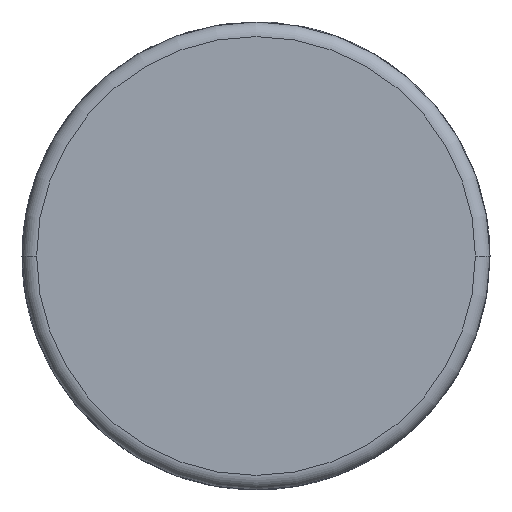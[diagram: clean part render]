
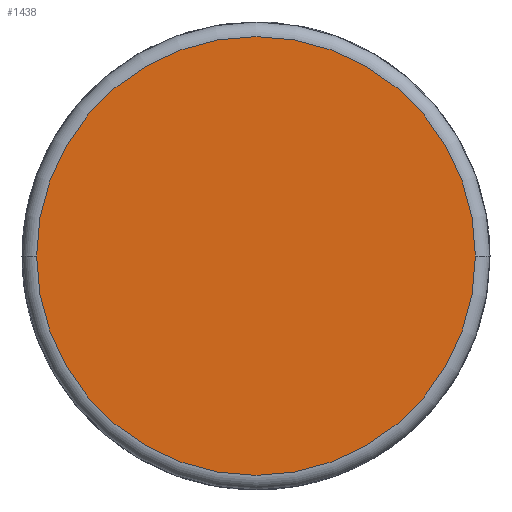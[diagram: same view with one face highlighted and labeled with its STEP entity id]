
A CAD part, left-side view. The second image highlights one B-rep face of the part: STEP entity #1438.
In plain terms, the highlighted planar face has unit normal (-1, 0, 0).
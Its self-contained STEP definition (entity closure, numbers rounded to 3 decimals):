
#624=CARTESIAN_POINT('',(0.,0.,0.));
#625=DIRECTION('',(-1.,0.,0.));
#626=DIRECTION('',(0.,1.,0.));
#627=AXIS2_PLACEMENT_3D('',#624,#625,#626);
#629=CARTESIAN_POINT('',(0.,0.,0.));
#630=DIRECTION('',(-1.,0.,0.));
#631=DIRECTION('',(0.,-1.,0.));
#632=AXIS2_PLACEMENT_3D('',#629,#630,#631);
#673=CARTESIAN_POINT('',(0.,7.5,0.));
#674=CARTESIAN_POINT('',(0.,-7.5,0.));
#675=VERTEX_POINT('',#673);
#676=VERTEX_POINT('',#674);
#1428=CARTESIAN_POINT('',(0.,0.,0.));
#1429=DIRECTION('',(1.,0.,0.));
#1430=DIRECTION('',(0.,-1.,0.));
#1431=AXIS2_PLACEMENT_3D('',#1428,#1429,#1430);
#1432=PLANE('',#1431);
#1434=ORIENTED_EDGE('',*,*,#1433,.F.);
#1435=ORIENTED_EDGE('',*,*,#1418,.F.);
#1436=EDGE_LOOP('',(#1434,#1435));
#1437=FACE_OUTER_BOUND('',#1436,.F.);
#1438=ADVANCED_FACE('',(#1437),#1432,.F.);
#628=CIRCLE('',#627,7.5);
#633=CIRCLE('',#632,7.5);
#1418=EDGE_CURVE('',#676,#675,#633,.T.);
#1433=EDGE_CURVE('',#675,#676,#628,.T.);
